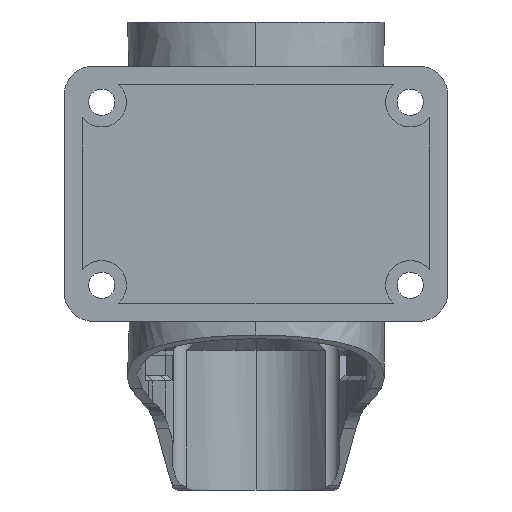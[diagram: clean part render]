
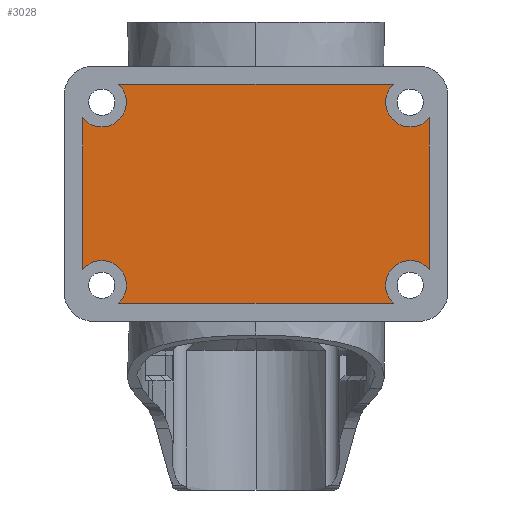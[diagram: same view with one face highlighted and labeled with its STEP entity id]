
A CAD part, front view. The second image highlights one B-rep face of the part: STEP entity #3028.
In plain terms, the highlighted planar face has unit normal (0, -1, 0).
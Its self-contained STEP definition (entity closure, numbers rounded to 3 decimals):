
#290=LINE('',#4272,#539);
#291=LINE('',#4277,#540);
#292=LINE('',#4281,#541);
#293=LINE('',#4284,#542);
#539=VECTOR('',#3517,10.);
#540=VECTOR('',#3522,10.);
#541=VECTOR('',#3525,10.);
#542=VECTOR('',#3528,10.);
#770=PLANE('',#3239);
#861=FACE_OUTER_BOUND('',#1037,.T.);
#1037=EDGE_LOOP('',(#2145,#2146,#2147,#2148,#2149,#2150,#2151,#2152));
#1232=CIRCLE('',#3237,4.25);
#1233=CIRCLE('',#3240,4.25);
#1234=CIRCLE('',#3241,4.25);
#1235=CIRCLE('',#3242,4.25);
#1321=VERTEX_POINT('',#4260);
#1323=VERTEX_POINT('',#4264);
#1325=VERTEX_POINT('',#4270);
#1326=VERTEX_POINT('',#4274);
#1327=VERTEX_POINT('',#4276);
#1328=VERTEX_POINT('',#4278);
#1329=VERTEX_POINT('',#4280);
#1330=VERTEX_POINT('',#4282);
#1645=EDGE_CURVE('',#1321,#1323,#1232,.T.);
#1648=EDGE_CURVE('',#1325,#1323,#290,.T.);
#1649=EDGE_CURVE('',#1325,#1326,#1233,.T.);
#1650=EDGE_CURVE('',#1327,#1326,#291,.T.);
#1651=EDGE_CURVE('',#1327,#1328,#1234,.T.);
#1652=EDGE_CURVE('',#1329,#1328,#292,.T.);
#1653=EDGE_CURVE('',#1329,#1330,#1235,.T.);
#1654=EDGE_CURVE('',#1321,#1330,#293,.T.);
#2145=ORIENTED_EDGE('',*,*,#1645,.T.);
#2146=ORIENTED_EDGE('',*,*,#1648,.F.);
#2147=ORIENTED_EDGE('',*,*,#1649,.T.);
#2148=ORIENTED_EDGE('',*,*,#1650,.F.);
#2149=ORIENTED_EDGE('',*,*,#1651,.T.);
#2150=ORIENTED_EDGE('',*,*,#1652,.F.);
#2151=ORIENTED_EDGE('',*,*,#1653,.T.);
#2152=ORIENTED_EDGE('',*,*,#1654,.F.);
#3028=ADVANCED_FACE('',(#861),#770,.T.);
#3237=AXIS2_PLACEMENT_3D('',#4266,#3511,#3512);
#3239=AXIS2_PLACEMENT_3D('',#4273,#3518,#3519);
#3240=AXIS2_PLACEMENT_3D('',#4275,#3520,#3521);
#3241=AXIS2_PLACEMENT_3D('',#4279,#3523,#3524);
#3242=AXIS2_PLACEMENT_3D('',#4283,#3526,#3527);
#3511=DIRECTION('center_axis',(0.,1.,0.));
#3512=DIRECTION('ref_axis',(1.,0.,0.));
#3517=DIRECTION('',(0.,0.,-1.));
#3518=DIRECTION('center_axis',(0.,-1.,0.));
#3519=DIRECTION('ref_axis',(1.,0.,0.));
#3520=DIRECTION('center_axis',(0.,1.,0.));
#3521=DIRECTION('ref_axis',(1.,0.,0.));
#3522=DIRECTION('',(1.,0.,0.));
#3523=DIRECTION('center_axis',(0.,1.,0.));
#3524=DIRECTION('ref_axis',(1.,0.,0.));
#3525=DIRECTION('',(0.,0.,1.));
#3526=DIRECTION('center_axis',(0.,1.,0.));
#3527=DIRECTION('ref_axis',(1.,0.,0.));
#3528=DIRECTION('',(-1.,0.,0.));
#4260=CARTESIAN_POINT('',(23.54,-29.839,50.714));
#4264=CARTESIAN_POINT('',(29.8,-29.839,56.442));
#4266=CARTESIAN_POINT('Origin',(26.5,-29.839,53.764));
#4270=CARTESIAN_POINT('',(29.8,-29.839,82.536));
#4272=CARTESIAN_POINT('',(29.8,-29.839,83.264));
#4273=CARTESIAN_POINT('Origin',(0.,-29.839,
69.489));
#4274=CARTESIAN_POINT('',(23.54,-29.839,88.264));
#4275=CARTESIAN_POINT('Origin',(26.5,-29.839,85.214));
#4276=CARTESIAN_POINT('',(-23.54,-29.839,88.264));
#4277=CARTESIAN_POINT('',(-24.8,-29.839,88.264));
#4278=CARTESIAN_POINT('',(-29.8,-29.839,82.536));
#4279=CARTESIAN_POINT('Origin',(-26.5,-29.839,85.214));
#4280=CARTESIAN_POINT('',(-29.8,-29.839,56.442));
#4281=CARTESIAN_POINT('',(-29.8,-29.839,55.714));
#4282=CARTESIAN_POINT('',(-23.54,-29.839,50.714));
#4283=CARTESIAN_POINT('Origin',(-26.5,-29.839,53.764));
#4284=CARTESIAN_POINT('',(24.8,-29.839,50.714));
